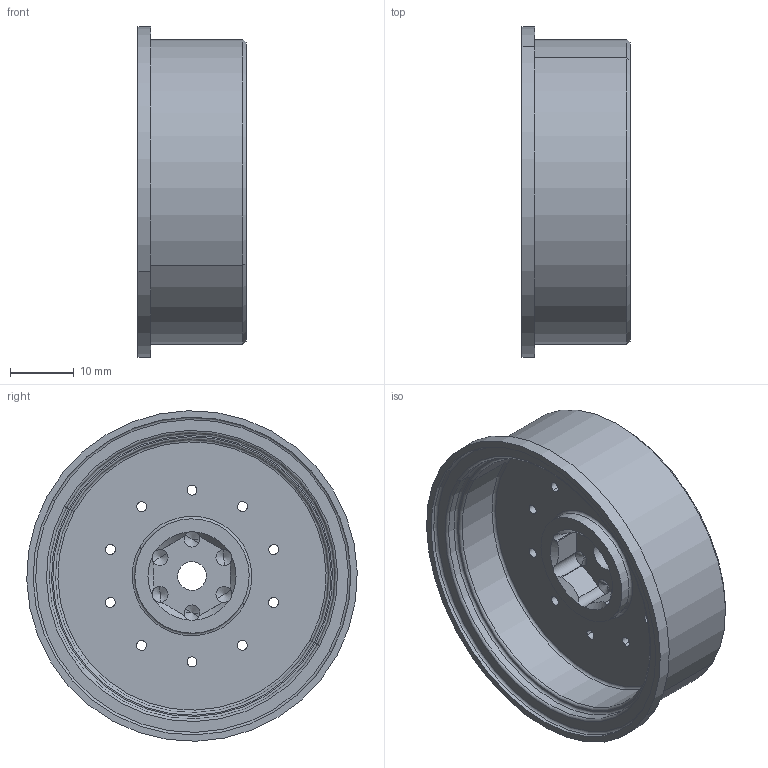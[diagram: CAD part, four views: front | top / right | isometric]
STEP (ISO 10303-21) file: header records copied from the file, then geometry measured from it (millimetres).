
FILE_DESCRIPTION(('CATIA V5 STEP Exchange'),'2;1');
FILE_NAME('Jante interieur.stp','2022-08-01T21:22:09+00:00',('none'),('none'),'CATIA Version 5 Release 19 GA (IN-10)','CATIA V5 STEP AP203','none');
FILE_SCHEMA(('CONFIG_CONTROL_DESIGN'));
Length unit declared in the file: millimetre
Products named in the file (1): Jante intérieur
Bounding box: 17 x 51.99 x 51.99 mm (x, y, z)
Volume: 15085.9 mm3; surface area: 8729.7 mm2
Topology: 1 solids, 1 shells, 92 faces, 244 edges, 148 vertices
Faces by surface type: cylinder 46, cone 20, plane 14, torus 12
Entity records: 2772 total; most frequent: CARTESIAN_POINT 731, ORIENTED_EDGE 464, DIRECTION 292, EDGE_CURVE 232, AXIS2_PLACEMENT_3D 170, VERTEX_POINT 148, EDGE_LOOP 120, CIRCLE 118
